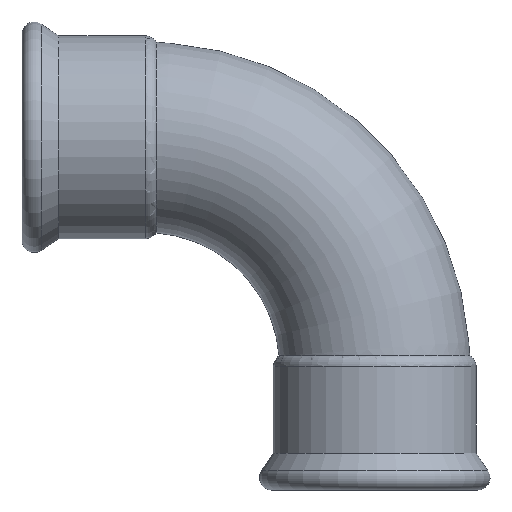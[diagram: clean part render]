
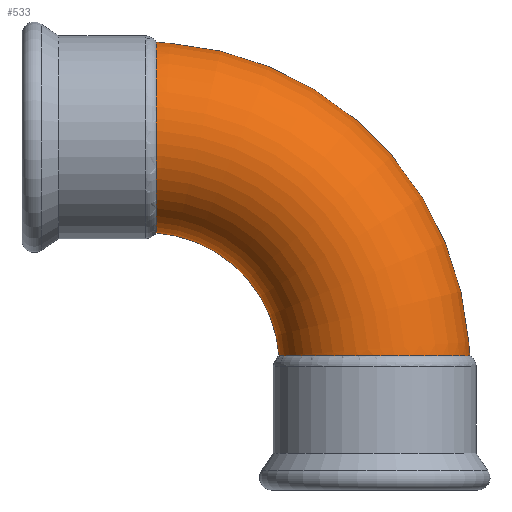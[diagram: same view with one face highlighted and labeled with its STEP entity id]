
A CAD part, front view. The second image highlights one B-rep face of the part: STEP entity #533.
In plain terms, the highlighted toroidal (fillet/blend) face has major radius 64.8 mm and minor radius 27 mm.
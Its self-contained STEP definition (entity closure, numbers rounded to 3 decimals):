
#36=B_SPLINE_CURVE_WITH_KNOTS('',3,(#785,#786,#787,#788,#789,#790,#791,
#792,#793,#794,#795,#796,#797,#798,#799,#800),.UNSPECIFIED.,.F.,.F.,(4,
2,2,2,2,2,2,4),(5.614,6.477,7.531,8.586,
9.64,10.695,11.75,12.767),
 .UNSPECIFIED.);
#37=B_SPLINE_CURVE_WITH_KNOTS('',3,(#802,#803,#804,#805,#806,#807,#808,
#809,#810,#811,#812,#813),.UNSPECIFIED.,.F.,.F.,(4,2,2,2,2,4),(-4.257,
-4.217,-3.161,-2.105,-1.052,
0.),.UNSPECIFIED.);
#38=B_SPLINE_CURVE_WITH_KNOTS('',3,(#814,#815,#816,#817,#818,#819,#820,
#821,#822,#823,#824,#825,#826,#827,#828,#829),.UNSPECIFIED.,.F.,.F.,(4,
2,2,2,2,2,2,4),(0.,0.597,1.194,2.251,
3.309,4.366,5.422,5.614),
 .UNSPECIFIED.);
#39=B_SPLINE_CURVE_WITH_KNOTS('',3,(#874,#875,#876,#877,#878,#879,#880,
#881,#882,#883,#884,#885,#886,#887,#888,#889,#890,#891,#892),
 .UNSPECIFIED.,.F.,.F.,(4,2,2,3,2,2,2,2,4),(-2.896,-2.109,
-1.054,0.,0.597,1.194,2.249,
3.304,4.254),.UNSPECIFIED.);
#40=B_SPLINE_CURVE_WITH_KNOTS('',3,(#894,#895,#896,#897,#898,#899,#900,
#901,#902,#903,#904,#905),.UNSPECIFIED.,.F.,.F.,(4,2,2,2,2,4),(-12.77,
-12.663,-11.607,-10.551,-9.498,
-8.513),.UNSPECIFIED.);
#41=B_SPLINE_CURVE_WITH_KNOTS('',3,(#906,#907,#908,#909,#910,#911,#912,
#913,#914,#915,#916,#917,#918,#919,#920,#921),.UNSPECIFIED.,.F.,.F.,(4,
2,2,2,2,2,2,4),(-8.513,-8.446,-7.392,-6.335,
-5.277,-4.22,-3.164,-2.896),
 .UNSPECIFIED.);
#71=TOROIDAL_SURFACE('',#609,64.8,27.);
#92=FACE_OUTER_BOUND('',#128,.T.);
#128=EDGE_LOOP('',(#382,#383,#384,#385,#386,#387,#388,#389));
#189=CIRCLE('',#610,37.8);
#206=VERTEX_POINT('',#782);
#207=VERTEX_POINT('',#784);
#208=VERTEX_POINT('',#801);
#220=VERTEX_POINT('',#871);
#221=VERTEX_POINT('',#873);
#222=VERTEX_POINT('',#893);
#254=EDGE_CURVE('',#207,#206,#36,.F.);
#255=EDGE_CURVE('',#208,#207,#37,.F.);
#256=EDGE_CURVE('',#206,#208,#38,.F.);
#277=EDGE_CURVE('',#221,#220,#39,.F.);
#278=EDGE_CURVE('',#222,#221,#40,.F.);
#279=EDGE_CURVE('',#220,#222,#41,.F.);
#282=EDGE_CURVE('',#222,#208,#189,.T.);
#382=ORIENTED_EDGE('',*,*,#277,.T.);
#383=ORIENTED_EDGE('',*,*,#279,.T.);
#384=ORIENTED_EDGE('',*,*,#282,.T.);
#385=ORIENTED_EDGE('',*,*,#255,.T.);
#386=ORIENTED_EDGE('',*,*,#254,.T.);
#387=ORIENTED_EDGE('',*,*,#256,.T.);
#388=ORIENTED_EDGE('',*,*,#282,.F.);
#389=ORIENTED_EDGE('',*,*,#278,.T.);
#533=ADVANCED_FACE('',(#92),#71,.T.);
#609=AXIS2_PLACEMENT_3D('',#926,#713,#714);
#610=AXIS2_PLACEMENT_3D('',#927,#715,#716);
#713=DIRECTION('center_axis',(0.,-1.,0.));
#714=DIRECTION('ref_axis',(1.,0.,0.));
#715=DIRECTION('center_axis',(0.,1.,0.));
#716=DIRECTION('ref_axis',(1.,0.,0.));
#782=CARTESIAN_POINT('',(12.932,23.672,-61.925));
#784=CARTESIAN_POINT('',(-0.063,-27.,-61.94));
#785=CARTESIAN_POINT('Ctrl Pts',(12.932,23.672,-61.925));
#786=CARTESIAN_POINT('Ctrl Pts',(15.447,22.294,-61.923));
#787=CARTESIAN_POINT('Ctrl Pts',(17.729,20.522,-61.921));
#788=CARTESIAN_POINT('Ctrl Pts',(22.09,15.851,-61.917));
#789=CARTESIAN_POINT('Ctrl Pts',(23.964,12.838,-61.916));
#790=CARTESIAN_POINT('Ctrl Pts',(26.452,6.264,-61.914));
#791=CARTESIAN_POINT('Ctrl Pts',(27.042,2.766,-61.914));
#792=CARTESIAN_POINT('Ctrl Pts',(26.847,-4.261,-61.914));
#793=CARTESIAN_POINT('Ctrl Pts',(26.064,-7.721,-61.915));
#794=CARTESIAN_POINT('Ctrl Pts',(23.216,-14.149,-61.917));
#795=CARTESIAN_POINT('Ctrl Pts',(21.177,-17.054,-61.918));
#796=CARTESIAN_POINT('Ctrl Pts',(16.099,-21.922,-61.922));
#797=CARTESIAN_POINT('Ctrl Pts',(13.107,-23.836,-61.925));
#798=CARTESIAN_POINT('Ctrl Pts',(6.68,-26.364,-61.932));
#799=CARTESIAN_POINT('Ctrl Pts',(3.323,-27.,-61.936));
#800=CARTESIAN_POINT('Ctrl Pts',(-0.063,-27.,-61.94));
#801=CARTESIAN_POINT('',(-27.104,0.,-62.004));
#802=CARTESIAN_POINT('Ctrl Pts',(-0.063,-27.,-61.94));
#803=CARTESIAN_POINT('Ctrl Pts',(-0.196,-27.,-61.94));
#804=CARTESIAN_POINT('Ctrl Pts',(-0.329,-26.999,-61.941));
#805=CARTESIAN_POINT('Ctrl Pts',(-3.984,-26.945,-61.946));
#806=CARTESIAN_POINT('Ctrl Pts',(-7.462,-26.206,-61.951));
#807=CARTESIAN_POINT('Ctrl Pts',(-13.936,-23.438,-61.964));
#808=CARTESIAN_POINT('Ctrl Pts',(-16.871,-21.436,-61.971));
#809=CARTESIAN_POINT('Ctrl Pts',(-21.804,-16.429,-61.985));
#810=CARTESIAN_POINT('Ctrl Pts',(-23.757,-13.472,-61.991));
#811=CARTESIAN_POINT('Ctrl Pts',(-26.419,-6.979,-62.001));
#812=CARTESIAN_POINT('Ctrl Pts',(-27.104,-3.507,-62.004));
#813=CARTESIAN_POINT('Ctrl Pts',(-27.104,0.,-62.004));
#814=CARTESIAN_POINT('Ctrl Pts',(-27.104,0.,
-62.004));
#815=CARTESIAN_POINT('Ctrl Pts',(-27.104,1.991,-62.004));
#816=CARTESIAN_POINT('Ctrl Pts',(-26.883,3.975,-62.003));
#817=CARTESIAN_POINT('Ctrl Pts',(-26.009,7.858,-61.999));
#818=CARTESIAN_POINT('Ctrl Pts',(-25.358,9.744,-61.997));
#819=CARTESIAN_POINT('Ctrl Pts',(-22.997,14.727,-61.989));
#820=CARTESIAN_POINT('Ctrl Pts',(-20.878,17.585,-61.982));
#821=CARTESIAN_POINT('Ctrl Pts',(-15.664,22.329,-61.968));
#822=CARTESIAN_POINT('Ctrl Pts',(-12.616,24.17,-61.961));
#823=CARTESIAN_POINT('Ctrl Pts',(-5.991,26.577,-61.949));
#824=CARTESIAN_POINT('Ctrl Pts',(-2.476,27.122,-61.943));
#825=CARTESIAN_POINT('Ctrl Pts',(4.562,26.833,-61.934));
#826=CARTESIAN_POINT('Ctrl Pts',(8.017,26.004,-61.93));
#827=CARTESIAN_POINT('Ctrl Pts',(11.799,24.268,-61.926));
#828=CARTESIAN_POINT('Ctrl Pts',(12.371,23.98,-61.926));
#829=CARTESIAN_POINT('Ctrl Pts',(12.932,23.672,-61.925));
#871=CARTESIAN_POINT('',(-61.925,-23.672,12.932));
#873=CARTESIAN_POINT('',(-61.94,27.,-0.063));
#874=CARTESIAN_POINT('Ctrl Pts',(-61.925,-23.672,12.932));
#875=CARTESIAN_POINT('Ctrl Pts',(-61.923,-22.415,15.226));
#876=CARTESIAN_POINT('Ctrl Pts',(-61.921,-20.829,17.329));
#877=CARTESIAN_POINT('Ctrl Pts',(-61.918,-16.458,21.643));
#878=CARTESIAN_POINT('Ctrl Pts',(-61.916,-13.498,23.6));
#879=CARTESIAN_POINT('Ctrl Pts',(-61.914,-6.995,26.268));
#880=CARTESIAN_POINT('Ctrl Pts',(-61.914,-3.514,26.955));
#881=CARTESIAN_POINT('Ctrl Pts',(-61.914,0.,
26.955));
#882=CARTESIAN_POINT('Ctrl Pts',(-61.914,1.99,26.955));
#883=CARTESIAN_POINT('Ctrl Pts',(-61.914,3.974,26.735));
#884=CARTESIAN_POINT('Ctrl Pts',(-61.915,7.857,25.862));
#885=CARTESIAN_POINT('Ctrl Pts',(-61.915,9.744,25.213));
#886=CARTESIAN_POINT('Ctrl Pts',(-61.917,14.721,22.858));
#887=CARTESIAN_POINT('Ctrl Pts',(-61.918,17.575,20.748));
#888=CARTESIAN_POINT('Ctrl Pts',(-61.923,22.315,15.55));
#889=CARTESIAN_POINT('Ctrl Pts',(-61.926,24.155,12.512));
#890=CARTESIAN_POINT('Ctrl Pts',(-61.932,26.447,6.234));
#891=CARTESIAN_POINT('Ctrl Pts',(-61.936,27.,3.096));
#892=CARTESIAN_POINT('Ctrl Pts',(-61.94,27.,-0.063));
#893=CARTESIAN_POINT('',(-62.004,0.,-27.104));
#894=CARTESIAN_POINT('Ctrl Pts',(-61.94,27.,-0.063));
#895=CARTESIAN_POINT('Ctrl Pts',(-61.941,27.,-0.419));
#896=CARTESIAN_POINT('Ctrl Pts',(-61.941,26.993,-0.776));
#897=CARTESIAN_POINT('Ctrl Pts',(-61.947,26.84,-4.652));
#898=CARTESIAN_POINT('Ctrl Pts',(-61.952,26.014,-8.11));
#899=CARTESIAN_POINT('Ctrl Pts',(-61.965,23.087,-14.514));
#900=CARTESIAN_POINT('Ctrl Pts',(-61.972,21.014,-17.398));
#901=CARTESIAN_POINT('Ctrl Pts',(-61.986,15.886,-22.204));
#902=CARTESIAN_POINT('Ctrl Pts',(-61.992,12.882,-24.083));
#903=CARTESIAN_POINT('Ctrl Pts',(-62.001,6.535,-26.504));
#904=CARTESIAN_POINT('Ctrl Pts',(-62.004,3.28,-27.104));
#905=CARTESIAN_POINT('Ctrl Pts',(-62.004,0.,
-27.104));
#906=CARTESIAN_POINT('Ctrl Pts',(-62.004,0.,
-27.104));
#907=CARTESIAN_POINT('Ctrl Pts',(-62.004,-0.223,-27.104));
#908=CARTESIAN_POINT('Ctrl Pts',(-62.004,-0.445,-27.101));
#909=CARTESIAN_POINT('Ctrl Pts',(-62.003,-4.182,-27.008));
#910=CARTESIAN_POINT('Ctrl Pts',(-62.,-7.644,-26.234));
#911=CARTESIAN_POINT('Ctrl Pts',(-61.99,-14.086,-23.397));
#912=CARTESIAN_POINT('Ctrl Pts',(-61.983,-17.002,-21.359));
#913=CARTESIAN_POINT('Ctrl Pts',(-61.97,-21.889,-16.278));
#914=CARTESIAN_POINT('Ctrl Pts',(-61.963,-23.813,-13.283));
#915=CARTESIAN_POINT('Ctrl Pts',(-61.95,-26.402,-6.726));
#916=CARTESIAN_POINT('Ctrl Pts',(-61.945,-27.044,-3.227));
#917=CARTESIAN_POINT('Ctrl Pts',(-61.935,-26.951,3.816));
#918=CARTESIAN_POINT('Ctrl Pts',(-61.931,-26.217,7.293));
#919=CARTESIAN_POINT('Ctrl Pts',(-61.927,-24.489,11.352));
#920=CARTESIAN_POINT('Ctrl Pts',(-61.926,-24.099,12.153));
#921=CARTESIAN_POINT('Ctrl Pts',(-61.925,-23.672,12.932));
#926=CARTESIAN_POINT('Origin',(-64.8,0.,-64.8));
#927=CARTESIAN_POINT('Origin',(-64.8,0.,-64.8));
